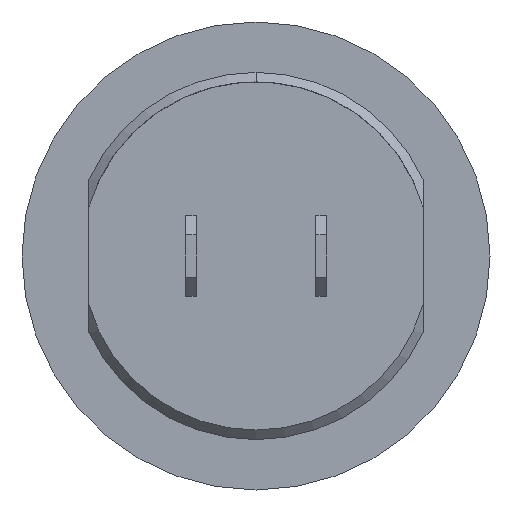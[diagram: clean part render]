
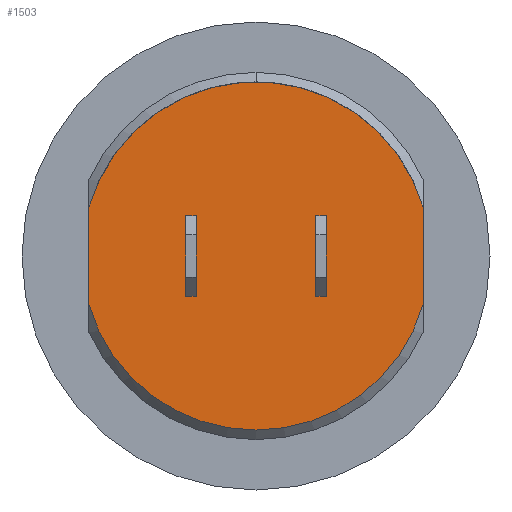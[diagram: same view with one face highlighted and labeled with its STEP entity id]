
A CAD part, front view. The second image highlights one B-rep face of the part: STEP entity #1503.
In plain terms, the highlighted planar face has unit normal (0, -1, 0).
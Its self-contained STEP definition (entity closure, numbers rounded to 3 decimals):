
#99 = CARTESIAN_POINT ( 'NONE',  ( -5.5, 0., -3.15 ) ) ;
#130 = EDGE_CURVE ( 'NONE', #1485, #3235, #251, .T. ) ;
#251 = LINE ( 'NONE', #6211, #1388 ) ;
#279 = CARTESIAN_POINT ( 'NONE',  ( -5.5, 0., -3.15 ) ) ;
#430 = DIRECTION ( 'NONE',  ( 0., 0., 1. ) ) ;
#434 = EDGE_CURVE ( 'NONE', #6178, #971, #3846, .T. ) ;
#437 = ORIENTED_EDGE ( 'NONE', *, *, #130, .F. ) ;
#464 = ORIENTED_EDGE ( 'NONE', *, *, #2149, .F. ) ;
#489 = CARTESIAN_POINT ( 'NONE',  ( -5.5, 0., -3.15 ) ) ;
#503 = CIRCLE ( 'NONE', #6327, 13.65 ) ;
#672 = CARTESIAN_POINT ( 'NONE',  ( 13.1, 0., -3.836 ) ) ;
#707 = ORIENTED_EDGE ( 'NONE', *, *, #3776, .F. ) ;
#923 = DIRECTION ( 'NONE',  ( 1., 0., 0. ) ) ;
#971 = VERTEX_POINT ( 'NONE', #672 ) ;
#1055 = EDGE_LOOP ( 'NONE', ( #2291, #437, #464, #707 ) ) ;
#1081 = LINE ( 'NONE', #489, #2684 ) ;
#1100 = FACE_BOUND ( 'NONE', #3738, .T. ) ;
#1207 = VECTOR ( 'NONE', #923, 1000. ) ;
#1260 = CARTESIAN_POINT ( 'NONE',  ( -4.7, 0., -3.15 ) ) ;
#1283 = DIRECTION ( 'NONE',  ( 0., 0., 1. ) ) ;
#1305 = EDGE_CURVE ( 'NONE', #5024, #5881, #5976, .T. ) ;
#1388 = VECTOR ( 'NONE', #2516, 1000. ) ;
#1396 = CARTESIAN_POINT ( 'NONE',  ( 0., 0., 0. ) ) ;
#1446 = VECTOR ( 'NONE', #2590, 1000. ) ;
#1485 = VERTEX_POINT ( 'NONE', #5248 ) ;
#1498 = LINE ( 'NONE', #3856, #6297 ) ;
#1503 = ADVANCED_FACE ( 'NONE', ( #2554, #2472, #1100 ), #6270, .F. ) ;
#1554 = CIRCLE ( 'NONE', #6540, 13.65 ) ;
#1584 = VERTEX_POINT ( 'NONE', #2279 ) ;
#1649 = CARTESIAN_POINT ( 'NONE',  ( 0., 0., 0. ) ) ;
#1653 = ORIENTED_EDGE ( 'NONE', *, *, #434, .F. ) ;
#1964 = CARTESIAN_POINT ( 'NONE',  ( -13.1, 0., -3.836 ) ) ;
#2079 = CARTESIAN_POINT ( 'NONE',  ( 4.7, 0., -3.15 ) ) ;
#2086 = DIRECTION ( 'NONE',  ( 0., 1., 0. ) ) ;
#2129 = LINE ( 'NONE', #1260, #3426 ) ;
#2132 = CARTESIAN_POINT ( 'NONE',  ( 4.7, 0., 3.15 ) ) ;
#2149 = EDGE_CURVE ( 'NONE', #4391, #1485, #1498, .T. ) ;
#2176 = DIRECTION ( 'NONE',  ( 0., 0., 1. ) ) ;
#2188 = AXIS2_PLACEMENT_3D ( 'NONE', #3155, #2086, #2176 ) ;
#2211 = LINE ( 'NONE', #4106, #4332 ) ;
#2279 = CARTESIAN_POINT ( 'NONE',  ( -4.7, 0., -3.15 ) ) ;
#2291 = ORIENTED_EDGE ( 'NONE', *, *, #5062, .F. ) ;
#2395 = AXIS2_PLACEMENT_3D ( 'NONE', #1649, #4786, #3183 ) ;
#2420 = DIRECTION ( 'NONE',  ( 0., 0., -1. ) ) ;
#2433 = ORIENTED_EDGE ( 'NONE', *, *, #2644, .F. ) ;
#2461 = EDGE_CURVE ( 'NONE', #5881, #971, #503, .T. ) ;
#2472 = FACE_OUTER_BOUND ( 'NONE', #5029, .T. ) ;
#2481 = EDGE_CURVE ( 'NONE', #6178, #5608, #1554, .T. ) ;
#2516 = DIRECTION ( 'NONE',  ( -1., 0., 0. ) ) ;
#2554 = FACE_BOUND ( 'NONE', #1055, .T. ) ;
#2590 = DIRECTION ( 'NONE',  ( 0., 0., -1. ) ) ;
#2642 = DIRECTION ( 'NONE',  ( -1., 0., 0. ) ) ;
#2644 = EDGE_CURVE ( 'NONE', #5024, #5608, #2211, .T. ) ;
#2684 = VECTOR ( 'NONE', #5716, 1000. ) ;
#2802 = VERTEX_POINT ( 'NONE', #6451 ) ;
#2869 = DIRECTION ( 'NONE',  ( 0., -1., 0. ) ) ;
#2893 = DIRECTION ( 'NONE',  ( 0., -1., 0. ) ) ;
#3014 = CARTESIAN_POINT ( 'NONE',  ( 5.5, 0., -3.15 ) ) ;
#3092 = CARTESIAN_POINT ( 'NONE',  ( 5.5, 0., -3.15 ) ) ;
#3155 = CARTESIAN_POINT ( 'NONE',  ( 0., 0., 0. ) ) ;
#3183 = DIRECTION ( 'NONE',  ( 0., 0., -1. ) ) ;
#3235 = VERTEX_POINT ( 'NONE', #2132 ) ;
#3328 = ORIENTED_EDGE ( 'NONE', *, *, #6057, .F. ) ;
#3371 = DIRECTION ( 'NONE',  ( 0., 0., 1. ) ) ;
#3426 = VECTOR ( 'NONE', #1283, 1000. ) ;
#3451 = EDGE_CURVE ( 'NONE', #5833, #6220, #4244, .T. ) ;
#3484 = CARTESIAN_POINT ( 'NONE',  ( 13.1, 0., -5.979 ) ) ;
#3592 = EDGE_CURVE ( 'NONE', #1584, #5833, #2129, .T. ) ;
#3738 = EDGE_LOOP ( 'NONE', ( #6404, #5352, #4189, #3328 ) ) ;
#3776 = EDGE_CURVE ( 'NONE', #2802, #4391, #5268, .T. ) ;
#3846 = LINE ( 'NONE', #3484, #4975 ) ;
#3856 = CARTESIAN_POINT ( 'NONE',  ( 5.5, 0., -3.15 ) ) ;
#4106 = CARTESIAN_POINT ( 'NONE',  ( -13.1, 0., -5.979 ) ) ;
#4189 = ORIENTED_EDGE ( 'NONE', *, *, #3592, .F. ) ;
#4230 = VERTEX_POINT ( 'NONE', #279 ) ;
#4244 = LINE ( 'NONE', #4771, #6109 ) ;
#4288 = DIRECTION ( 'NONE',  ( 0., 0., -1. ) ) ;
#4332 = VECTOR ( 'NONE', #430, 1000. ) ;
#4391 = VERTEX_POINT ( 'NONE', #3092 ) ;
#4462 = EDGE_CURVE ( 'NONE', #6220, #4230, #6401, .T. ) ;
#4563 = VECTOR ( 'NONE', #4288, 1000. ) ;
#4771 = CARTESIAN_POINT ( 'NONE',  ( -5.5, 0., 3.15 ) ) ;
#4786 = DIRECTION ( 'NONE',  ( 0., -1., 0. ) ) ;
#4975 = VECTOR ( 'NONE', #5557, 1000. ) ;
#5024 = VERTEX_POINT ( 'NONE', #1964 ) ;
#5029 = EDGE_LOOP ( 'NONE', ( #6480, #2433, #5412, #5958, #1653 ) ) ;
#5062 = EDGE_CURVE ( 'NONE', #3235, #2802, #6647, .T. ) ;
#5248 = CARTESIAN_POINT ( 'NONE',  ( 5.5, 0., 3.15 ) ) ;
#5268 = LINE ( 'NONE', #3014, #1207 ) ;
#5352 = ORIENTED_EDGE ( 'NONE', *, *, #3451, .F. ) ;
#5360 = CARTESIAN_POINT ( 'NONE',  ( 13.1, 0., 3.836 ) ) ;
#5412 = ORIENTED_EDGE ( 'NONE', *, *, #1305, .T. ) ;
#5490 = DIRECTION ( 'NONE',  ( 0., 0., -1. ) ) ;
#5537 = CARTESIAN_POINT ( 'NONE',  ( 0., 0., 0. ) ) ;
#5557 = DIRECTION ( 'NONE',  ( 0., 0., -1. ) ) ;
#5608 = VERTEX_POINT ( 'NONE', #5724 ) ;
#5716 = DIRECTION ( 'NONE',  ( 1., 0., 0. ) ) ;
#5724 = CARTESIAN_POINT ( 'NONE',  ( -13.1, 0., 3.836 ) ) ;
#5805 = CARTESIAN_POINT ( 'NONE',  ( -5.5, 0., 3.15 ) ) ;
#5833 = VERTEX_POINT ( 'NONE', #6387 ) ;
#5881 = VERTEX_POINT ( 'NONE', #5897 ) ;
#5897 = CARTESIAN_POINT ( 'NONE',  ( 0., 0., -13.65 ) ) ;
#5958 = ORIENTED_EDGE ( 'NONE', *, *, #2461, .T. ) ;
#5976 = CIRCLE ( 'NONE', #2395, 13.65 ) ;
#6057 = EDGE_CURVE ( 'NONE', #4230, #1584, #1081, .T. ) ;
#6109 = VECTOR ( 'NONE', #2642, 1000. ) ;
#6178 = VERTEX_POINT ( 'NONE', #5360 ) ;
#6211 = CARTESIAN_POINT ( 'NONE',  ( 5.5, 0., 3.15 ) ) ;
#6220 = VERTEX_POINT ( 'NONE', #5805 ) ;
#6270 = PLANE ( 'NONE',  #2188 ) ;
#6297 = VECTOR ( 'NONE', #3371, 1000. ) ;
#6327 = AXIS2_PLACEMENT_3D ( 'NONE', #5537, #2893, #2420 ) ;
#6387 = CARTESIAN_POINT ( 'NONE',  ( -4.7, 0., 3.15 ) ) ;
#6401 = LINE ( 'NONE', #99, #4563 ) ;
#6404 = ORIENTED_EDGE ( 'NONE', *, *, #4462, .F. ) ;
#6451 = CARTESIAN_POINT ( 'NONE',  ( 4.7, 0., -3.15 ) ) ;
#6480 = ORIENTED_EDGE ( 'NONE', *, *, #2481, .T. ) ;
#6540 = AXIS2_PLACEMENT_3D ( 'NONE', #1396, #2869, #5490 ) ;
#6647 = LINE ( 'NONE', #2079, #1446 ) ;
